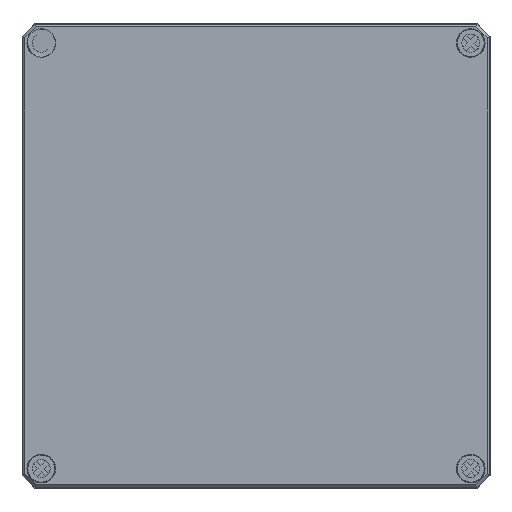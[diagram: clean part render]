
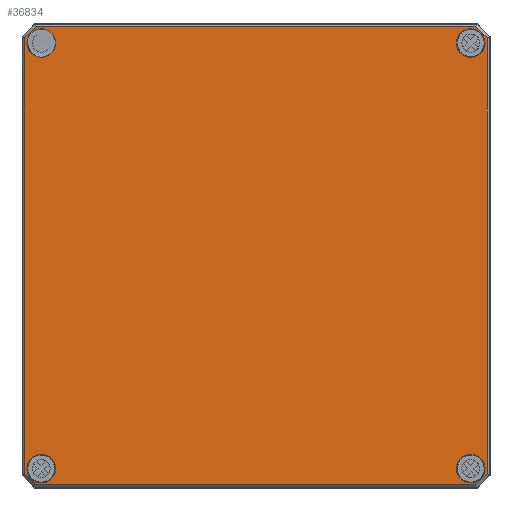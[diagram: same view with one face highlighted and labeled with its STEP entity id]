
A CAD part, top view. The second image highlights one B-rep face of the part: STEP entity #36834.
In plain terms, the highlighted planar face has unit normal (0, 0, 1).
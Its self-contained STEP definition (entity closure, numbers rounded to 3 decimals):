
#104=FACE_BOUND('',#11942,.T.);
#105=FACE_BOUND('',#11943,.T.);
#106=FACE_BOUND('',#11944,.T.);
#107=FACE_BOUND('',#11945,.T.);
#293=PLANE('',#39275);
#2721=LINE('',#53715,#5759);
#2722=LINE('',#53717,#5760);
#2723=LINE('',#53719,#5761);
#2724=LINE('',#53721,#5762);
#2725=LINE('',#53723,#5763);
#2726=LINE('',#53725,#5764);
#2727=LINE('',#53727,#5765);
#2728=LINE('',#53728,#5766);
#5759=VECTOR('',#43002,10.);
#5760=VECTOR('',#43003,10.);
#5761=VECTOR('',#43004,10.);
#5762=VECTOR('',#43005,10.);
#5763=VECTOR('',#43006,10.);
#5764=VECTOR('',#43007,10.);
#5765=VECTOR('',#43008,10.);
#5766=VECTOR('',#43009,10.);
#9663=FACE_OUTER_BOUND('',#11941,.T.);
#11941=EDGE_LOOP('',(#25696,#25697,#25698,#25699,#25700,#25701,#25702,#25703));
#11942=EDGE_LOOP('',(#25704,#25705));
#11943=EDGE_LOOP('',(#25706,#25707));
#11944=EDGE_LOOP('',(#25708));
#11945=EDGE_LOOP('',(#25709));
#14429=CIRCLE('',#39273,5.556);
#14431=CIRCLE('',#39276,5.556);
#14432=CIRCLE('',#39277,5.556);
#14433=CIRCLE('',#39278,5.556);
#14434=CIRCLE('',#39279,5.556);
#14435=CIRCLE('',#39280,5.556);
#16155=VERTEX_POINT('',#53709);
#16156=VERTEX_POINT('',#53713);
#16157=VERTEX_POINT('',#53714);
#16158=VERTEX_POINT('',#53716);
#16159=VERTEX_POINT('',#53718);
#16160=VERTEX_POINT('',#53720);
#16161=VERTEX_POINT('',#53722);
#16162=VERTEX_POINT('',#53724);
#16163=VERTEX_POINT('',#53726);
#16164=VERTEX_POINT('',#53729);
#16165=VERTEX_POINT('',#53730);
#16166=VERTEX_POINT('',#53733);
#16167=VERTEX_POINT('',#53734);
#16168=VERTEX_POINT('',#53737);
#19831=EDGE_CURVE('',#16155,#16155,#14429,.T.);
#19833=EDGE_CURVE('',#16156,#16157,#2721,.T.);
#19834=EDGE_CURVE('',#16158,#16156,#2722,.T.);
#19835=EDGE_CURVE('',#16159,#16158,#2723,.T.);
#19836=EDGE_CURVE('',#16160,#16159,#2724,.T.);
#19837=EDGE_CURVE('',#16161,#16160,#2725,.T.);
#19838=EDGE_CURVE('',#16162,#16161,#2726,.T.);
#19839=EDGE_CURVE('',#16163,#16162,#2727,.T.);
#19840=EDGE_CURVE('',#16157,#16163,#2728,.T.);
#19841=EDGE_CURVE('',#16164,#16165,#14431,.T.);
#19842=EDGE_CURVE('',#16165,#16164,#14432,.T.);
#19843=EDGE_CURVE('',#16166,#16167,#14433,.T.);
#19844=EDGE_CURVE('',#16167,#16166,#14434,.T.);
#19845=EDGE_CURVE('',#16168,#16168,#14435,.T.);
#25696=ORIENTED_EDGE('',*,*,#19833,.F.);
#25697=ORIENTED_EDGE('',*,*,#19834,.F.);
#25698=ORIENTED_EDGE('',*,*,#19835,.F.);
#25699=ORIENTED_EDGE('',*,*,#19836,.F.);
#25700=ORIENTED_EDGE('',*,*,#19837,.F.);
#25701=ORIENTED_EDGE('',*,*,#19838,.F.);
#25702=ORIENTED_EDGE('',*,*,#19839,.F.);
#25703=ORIENTED_EDGE('',*,*,#19840,.F.);
#25704=ORIENTED_EDGE('',*,*,#19841,.F.);
#25705=ORIENTED_EDGE('',*,*,#19842,.F.);
#25706=ORIENTED_EDGE('',*,*,#19843,.F.);
#25707=ORIENTED_EDGE('',*,*,#19844,.F.);
#25708=ORIENTED_EDGE('',*,*,#19845,.F.);
#25709=ORIENTED_EDGE('',*,*,#19831,.F.);
#36834=ADVANCED_FACE('',(#9663,#104,#105,#106,#107),#293,.T.);
#39273=AXIS2_PLACEMENT_3D('',#53710,#42996,#42997);
#39275=AXIS2_PLACEMENT_3D('',#53712,#43000,#43001);
#39276=AXIS2_PLACEMENT_3D('',#53731,#43010,#43011);
#39277=AXIS2_PLACEMENT_3D('',#53732,#43012,#43013);
#39278=AXIS2_PLACEMENT_3D('',#53735,#43014,#43015);
#39279=AXIS2_PLACEMENT_3D('',#53736,#43016,#43017);
#39280=AXIS2_PLACEMENT_3D('',#53738,#43018,#43019);
#42996=DIRECTION('center_axis',(0.,0.,1.));
#42997=DIRECTION('ref_axis',(-1.,0.,0.));
#43000=DIRECTION('center_axis',(0.,0.,1.));
#43001=DIRECTION('ref_axis',(1.,0.,0.));
#43002=DIRECTION('',(0.707,-0.707,0.));
#43003=DIRECTION('',(1.,0.,0.));
#43004=DIRECTION('',(0.707,0.707,0.));
#43005=DIRECTION('',(0.,1.,0.));
#43006=DIRECTION('',(-0.707,0.707,0.));
#43007=DIRECTION('',(-1.,0.,0.));
#43008=DIRECTION('',(-0.707,-0.707,0.));
#43009=DIRECTION('',(0.,-1.,0.));
#43010=DIRECTION('center_axis',(0.,0.,1.));
#43011=DIRECTION('ref_axis',(1.,0.,0.));
#43012=DIRECTION('center_axis',(0.,0.,1.));
#43013=DIRECTION('ref_axis',(1.,0.,0.));
#43014=DIRECTION('center_axis',(0.,0.,1.));
#43015=DIRECTION('ref_axis',(1.,0.,0.));
#43016=DIRECTION('center_axis',(0.,0.,1.));
#43017=DIRECTION('ref_axis',(1.,0.,0.));
#43018=DIRECTION('center_axis',(0.,0.,1.));
#43019=DIRECTION('ref_axis',(-1.,0.,0.));
#53709=CARTESIAN_POINT('',(-77.944,82.75,18.));
#53710=CARTESIAN_POINT('Origin',(-83.5,82.75,18.));
#53712=CARTESIAN_POINT('Origin',(0.,0.,
18.));
#53713=CARTESIAN_POINT('',(85.521,89.093,18.));
#53714=CARTESIAN_POINT('',(89.843,84.771,18.));
#53715=CARTESIAN_POINT('',(86.244,88.369,18.));
#53716=CARTESIAN_POINT('',(-85.521,89.093,18.));
#53717=CARTESIAN_POINT('',(-43.,89.093,18.));
#53718=CARTESIAN_POINT('',(-89.843,84.771,18.));
#53719=CARTESIAN_POINT('',(-88.744,85.869,18.));
#53720=CARTESIAN_POINT('',(-89.843,-84.771,18.));
#53721=CARTESIAN_POINT('',(-89.843,-42.625,18.));
#53722=CARTESIAN_POINT('',(-85.521,-89.093,18.));
#53723=CARTESIAN_POINT('',(-86.244,-88.369,18.));
#53724=CARTESIAN_POINT('',(85.521,-89.093,18.));
#53725=CARTESIAN_POINT('',(43.,-89.093,18.));
#53726=CARTESIAN_POINT('',(89.843,-84.771,18.));
#53727=CARTESIAN_POINT('',(88.744,-85.869,18.));
#53728=CARTESIAN_POINT('',(89.843,42.625,18.));
#53729=CARTESIAN_POINT('',(77.944,82.75,18.));
#53730=CARTESIAN_POINT('',(89.056,82.75,18.));
#53731=CARTESIAN_POINT('Origin',(83.5,82.75,18.));
#53732=CARTESIAN_POINT('Origin',(83.5,82.75,18.));
#53733=CARTESIAN_POINT('',(77.944,-82.75,18.));
#53734=CARTESIAN_POINT('',(89.056,-82.75,18.));
#53735=CARTESIAN_POINT('Origin',(83.5,-82.75,18.));
#53736=CARTESIAN_POINT('Origin',(83.5,-82.75,18.));
#53737=CARTESIAN_POINT('',(-77.944,-82.75,18.));
#53738=CARTESIAN_POINT('Origin',(-83.5,-82.75,18.));
